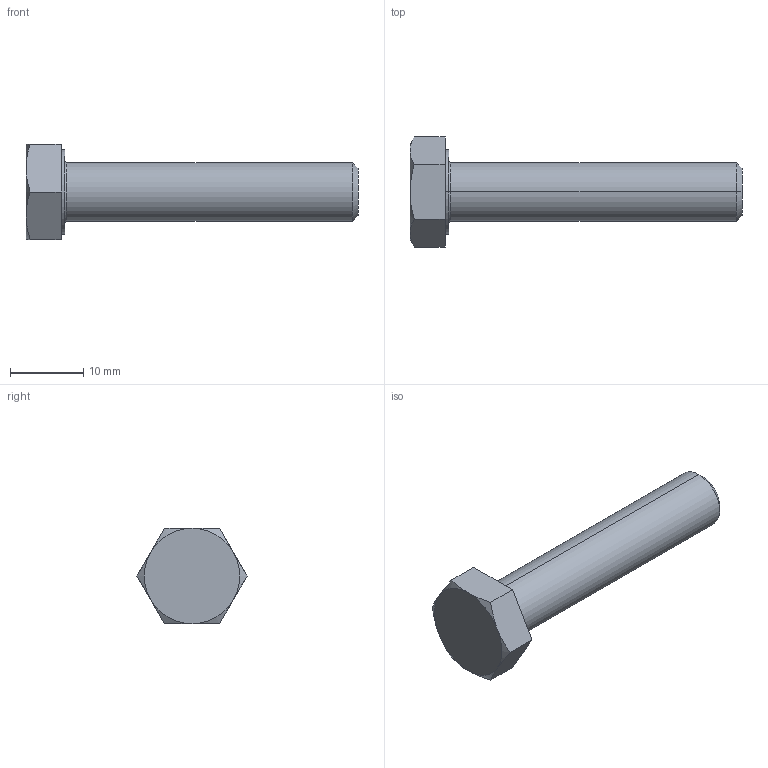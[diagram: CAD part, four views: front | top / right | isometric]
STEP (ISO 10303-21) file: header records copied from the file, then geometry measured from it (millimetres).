
FILE_DESCRIPTION (( 'STEP AP214' ), '1' );
FILE_NAME ('3156732.stp', '2019-01-16T08:32:28', ( '' ), ( '' ), 'SwSTEP 2.0', 'SolidWorks 2018', '' );
FILE_SCHEMA (( 'AUTOMOTIVE_DESIGN' ));
Length unit declared in the file: millimetre
Products named in the file (1): 3156732
Bounding box: 45.3 x 15.01 x 13 mm (x, y, z)
Volume: 2757.1 mm3; surface area: 1510.9 mm2
Topology: 1 solids, 1 shells, 24 faces, 50 edges, 30 vertices
Faces by surface type: plane 10, cone 8, cylinder 4, torus 2
Entity records: 734 total; most frequent: CARTESIAN_POINT 173, DIRECTION 108, ORIENTED_EDGE 100, EDGE_CURVE 50, AXIS2_PLACEMENT_3D 45, VERTEX_POINT 30, EDGE_LOOP 26, ADVANCED_FACE 24
